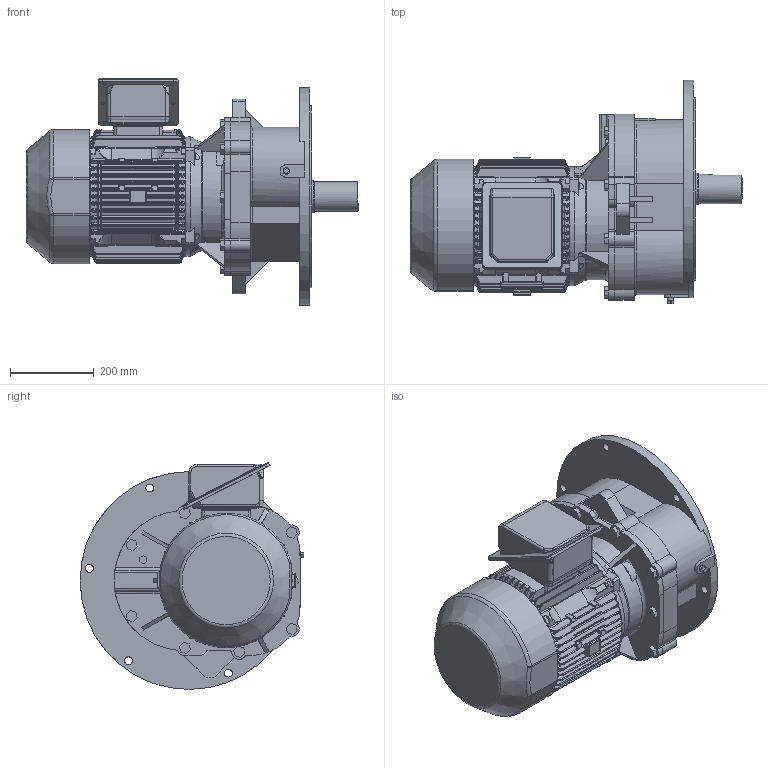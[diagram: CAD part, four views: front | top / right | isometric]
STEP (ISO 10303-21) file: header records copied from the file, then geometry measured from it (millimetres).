
FILE_DESCRIPTION (( 'STEP AP214' ), '1' );
FILE_NAME ('F1-27_V_EK2DO08349H001_defeature.stp', '2022-06-02T01:36:35', ( 'Windows 餌辨濠' ), ( '' ), 'SwSTEP 2.0', 'SolidWorks 2021', '' );
FILE_SCHEMA (( 'AUTOMOTIVE_DESIGN' ));
Length unit declared in the file: millimetre
Products named in the file (1): F1-27_V_EK2DO08349H001_defeature
Bounding box: 792.7 x 534.15 x 541.71 mm (x, y, z)
Volume: 1710258.9 mm3; surface area: 1957105.6 mm2
Topology: 2 solids, 4 shells, 3280 faces, 7975 edges, 4671 vertices
Faces by surface type: cylinder 1229, bspline 950, plane 684, torus 198, sphere 115, cone 104
Full cylindrical faces by diameter (mm): 4 x1, 8 x6, 19 x6, 70 x1, 75 x3, 80 x2, 100 x1, 415 x1, 435 x1, 520 x1
Entity records: 125104 total; most frequent: CARTESIAN_POINT 55586, ORIENTED_EDGE 15682, DIRECTION 12962, EDGE_CURVE 7841, AXIS2_PLACEMENT_3D 5091, VERTEX_POINT 4638, EDGE_LOOP 3363, FACE_OUTER_BOUND 3305
